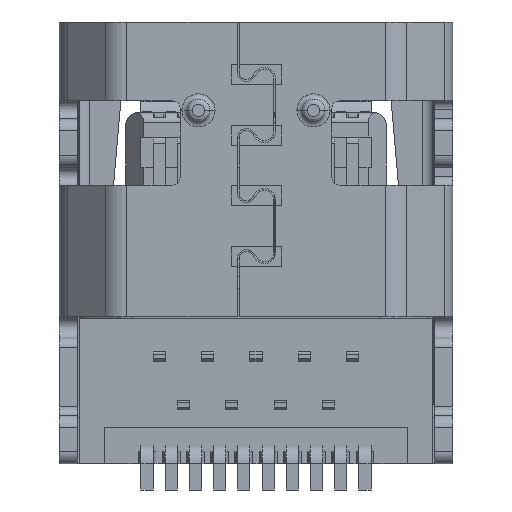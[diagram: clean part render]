
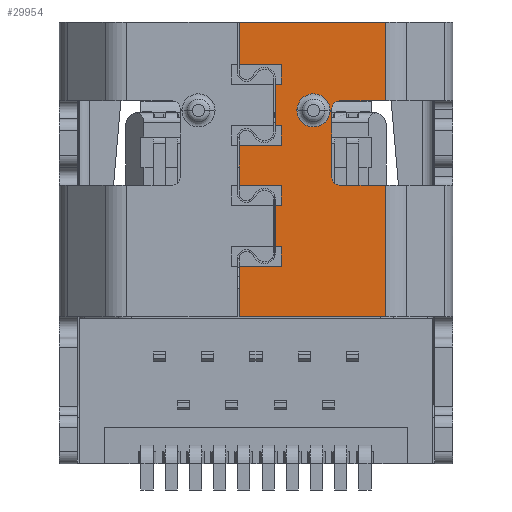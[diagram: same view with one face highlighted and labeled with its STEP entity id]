
A CAD part, front view. The second image highlights one B-rep face of the part: STEP entity #29954.
In plain terms, the highlighted planar face has unit normal (0, -1, 0).
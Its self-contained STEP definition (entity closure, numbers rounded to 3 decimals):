
#24035=DIRECTION('',(0.,0.,1.));
#24036=VECTOR('',#24035,1.3);
#24037=CARTESIAN_POINT('',(2.136,-1.45,2.35));
#24038=LINE('',#24037,#24036);
#24039=DIRECTION('',(1.,0.,0.));
#24040=VECTOR('',#24039,2.416);
#24041=CARTESIAN_POINT('',(-0.28,-1.45,3.65));
#24042=LINE('',#24041,#24040);
#24043=DIRECTION('',(-1.,0.,0.));
#24044=VECTOR('',#24043,0.736);
#24045=CARTESIAN_POINT('',(2.136,-1.45,2.35));
#24046=LINE('',#24045,#24044);
#24047=CARTESIAN_POINT('',(1.4,-1.45,2.2));
#24048=DIRECTION('',(0.,-1.,0.));
#24049=DIRECTION('',(0.,0.,1.));
#24050=AXIS2_PLACEMENT_3D('',#24047,#24048,#24049);
#24052=CARTESIAN_POINT('',(1.4,-1.45,1.1));
#24053=DIRECTION('',(0.,-1.,0.));
#24054=DIRECTION('',(-1.,0.,0.));
#24055=AXIS2_PLACEMENT_3D('',#24052,#24053,#24054);
#24057=DIRECTION('',(-1.,0.,0.));
#24058=VECTOR('',#24057,2.416);
#24059=CARTESIAN_POINT('',(2.136,-1.45,-1.22));
#24060=LINE('',#24059,#24058);
#24061=DIRECTION('',(0.,0.,1.));
#24062=VECTOR('',#24061,0.7);
#24063=CARTESIAN_POINT('',(-0.28,-1.45,2.95));
#24064=LINE('',#24063,#24062);
#24065=CARTESIAN_POINT('',(0.95,-1.45,2.19));
#24066=DIRECTION('',(0.,-1.,0.));
#24067=DIRECTION('',(-1.,0.,0.));
#24068=AXIS2_PLACEMENT_3D('',#24065,#24066,#24067);
#24070=CARTESIAN_POINT('',(0.95,-1.45,2.19));
#24071=DIRECTION('',(0.,-1.,0.));
#24072=DIRECTION('',(0.995,0.,-0.104));
#24073=AXIS2_PLACEMENT_3D('',#24070,#24071,#24072);
#24075=CARTESIAN_POINT('',(0.95,-1.45,2.19));
#24076=DIRECTION('',(0.,-1.,0.));
#24077=DIRECTION('',(1.,0.,0.));
#24078=AXIS2_PLACEMENT_3D('',#24075,#24076,#24077);
#24080=CARTESIAN_POINT('',(0.95,-1.45,2.19));
#24081=DIRECTION('',(0.,-1.,0.));
#24082=DIRECTION('',(-0.995,0.,0.104));
#24083=AXIS2_PLACEMENT_3D('',#24080,#24081,#24082);
#24185=DIRECTION('',(1.,0.,0.));
#24186=VECTOR('',#24185,0.7);
#24187=CARTESIAN_POINT('',(-0.28,-1.45,2.95));
#24188=LINE('',#24187,#24186);
#24197=DIRECTION('',(0.,0.,-1.));
#24198=VECTOR('',#24197,0.33);
#24199=CARTESIAN_POINT('',(0.42,-1.45,2.95));
#24200=LINE('',#24199,#24198);
#24209=DIRECTION('',(1.,0.,0.));
#24210=VECTOR('',#24209,0.1);
#24211=CARTESIAN_POINT('',(0.32,-1.45,2.62));
#24212=LINE('',#24211,#24210);
#24233=DIRECTION('',(0.,0.,-1.));
#24234=VECTOR('',#24233,0.68);
#24235=CARTESIAN_POINT('',(0.32,-1.45,2.62));
#24236=LINE('',#24235,#24234);
#24263=DIRECTION('',(0.,0.,-1.));
#24264=VECTOR('',#24263,0.66);
#24265=CARTESIAN_POINT('',(-0.28,-1.45,1.61));
#24266=LINE('',#24265,#24264);
#24293=DIRECTION('',(0.,0.,-1.));
#24294=VECTOR('',#24293,0.68);
#24295=CARTESIAN_POINT('',(0.32,-1.45,0.62));
#24296=LINE('',#24295,#24294);
#24323=DIRECTION('',(0.,0.,-1.));
#24324=VECTOR('',#24323,0.83);
#24325=CARTESIAN_POINT('',(-0.28,-1.45,-0.39));
#24326=LINE('',#24325,#24324);
#24576=DIRECTION('',(1.,0.,0.));
#24577=VECTOR('',#24576,0.736);
#24578=CARTESIAN_POINT('',(1.4,-1.45,0.95));
#24579=LINE('',#24578,#24577);
#24598=DIRECTION('',(0.,0.,1.));
#24599=VECTOR('',#24598,2.17);
#24600=CARTESIAN_POINT('',(2.136,-1.45,-1.22));
#24601=LINE('',#24600,#24599);
#24614=DIRECTION('',(0.,0.,-1.));
#24615=VECTOR('',#24614,1.1);
#24616=CARTESIAN_POINT('',(1.25,-1.45,2.2));
#24617=LINE('',#24616,#24615);
#24695=DIRECTION('',(1.,0.,0.));
#24696=VECTOR('',#24695,0.7);
#24697=CARTESIAN_POINT('',(-0.28,-1.45,-0.39));
#24698=LINE('',#24697,#24696);
#24711=DIRECTION('',(0.,0.,-1.));
#24712=VECTOR('',#24711,0.33);
#24713=CARTESIAN_POINT('',(0.42,-1.45,-0.06));
#24714=LINE('',#24713,#24712);
#24723=DIRECTION('',(1.,0.,0.));
#24724=VECTOR('',#24723,0.1);
#24725=CARTESIAN_POINT('',(0.32,-1.45,-0.06));
#24726=LINE('',#24725,#24724);
#24751=DIRECTION('',(1.,0.,0.));
#24752=VECTOR('',#24751,0.1);
#24753=CARTESIAN_POINT('',(0.32,-1.45,0.62));
#24754=LINE('',#24753,#24752);
#24767=DIRECTION('',(0.,0.,-1.));
#24768=VECTOR('',#24767,0.33);
#24769=CARTESIAN_POINT('',(0.42,-1.45,0.95));
#24770=LINE('',#24769,#24768);
#24779=DIRECTION('',(1.,0.,0.));
#24780=VECTOR('',#24779,0.7);
#24781=CARTESIAN_POINT('',(-0.28,-1.45,0.95));
#24782=LINE('',#24781,#24780);
#24807=DIRECTION('',(1.,0.,0.));
#24808=VECTOR('',#24807,0.7);
#24809=CARTESIAN_POINT('',(-0.28,-1.45,1.61));
#24810=LINE('',#24809,#24808);
#24823=DIRECTION('',(0.,0.,-1.));
#24824=VECTOR('',#24823,0.33);
#24825=CARTESIAN_POINT('',(0.42,-1.45,1.94));
#24826=LINE('',#24825,#24824);
#24835=DIRECTION('',(1.,0.,0.));
#24836=VECTOR('',#24835,0.1);
#24837=CARTESIAN_POINT('',(0.32,-1.45,1.94));
#24838=LINE('',#24837,#24836);
#27864=CARTESIAN_POINT('',(2.136,-1.45,3.65));
#27865=VERTEX_POINT('',#27864);
#27866=CARTESIAN_POINT('',(-0.28,-1.45,3.65));
#27867=VERTEX_POINT('',#27866);
#28791=CARTESIAN_POINT('',(2.136,-1.45,-1.22));
#28792=VERTEX_POINT('',#28791);
#28793=CARTESIAN_POINT('',(-0.28,-1.45,-1.22));
#28794=VERTEX_POINT('',#28793);
#28821=CARTESIAN_POINT('',(2.136,-1.45,2.35));
#28822=VERTEX_POINT('',#28821);
#28823=CARTESIAN_POINT('',(1.4,-1.45,2.35));
#28824=VERTEX_POINT('',#28823);
#28885=CARTESIAN_POINT('',(-0.28,-1.45,2.95));
#28886=VERTEX_POINT('',#28885);
#28887=CARTESIAN_POINT('',(0.42,-1.45,2.95));
#28888=VERTEX_POINT('',#28887);
#28889=CARTESIAN_POINT('',(0.42,-1.45,2.62));
#28890=VERTEX_POINT('',#28889);
#28891=CARTESIAN_POINT('',(0.32,-1.45,2.62));
#28892=VERTEX_POINT('',#28891);
#28893=CARTESIAN_POINT('',(0.32,-1.45,1.94));
#28894=VERTEX_POINT('',#28893);
#28895=CARTESIAN_POINT('',(0.42,-1.45,1.94));
#28896=VERTEX_POINT('',#28895);
#28897=CARTESIAN_POINT('',(0.42,-1.45,1.61));
#28898=VERTEX_POINT('',#28897);
#28899=CARTESIAN_POINT('',(-0.28,-1.45,1.61));
#28900=VERTEX_POINT('',#28899);
#28901=CARTESIAN_POINT('',(-0.28,-1.45,0.95));
#28902=VERTEX_POINT('',#28901);
#28903=CARTESIAN_POINT('',(0.42,-1.45,0.95));
#28904=VERTEX_POINT('',#28903);
#28905=CARTESIAN_POINT('',(0.42,-1.45,0.62));
#28906=VERTEX_POINT('',#28905);
#28907=CARTESIAN_POINT('',(0.32,-1.45,0.62));
#28908=VERTEX_POINT('',#28907);
#28909=CARTESIAN_POINT('',(0.32,-1.45,-0.06));
#28910=VERTEX_POINT('',#28909);
#28911=CARTESIAN_POINT('',(0.42,-1.45,-0.06));
#28912=VERTEX_POINT('',#28911);
#28913=CARTESIAN_POINT('',(0.42,-1.45,-0.39));
#28914=VERTEX_POINT('',#28913);
#28915=CARTESIAN_POINT('',(-0.28,-1.45,-0.39));
#28916=VERTEX_POINT('',#28915);
#28917=CARTESIAN_POINT('',(2.136,-1.45,0.95));
#28918=VERTEX_POINT('',#28917);
#28919=CARTESIAN_POINT('',(1.4,-1.45,0.95));
#28920=VERTEX_POINT('',#28919);
#28921=CARTESIAN_POINT('',(1.25,-1.45,1.1));
#28922=VERTEX_POINT('',#28921);
#28923=CARTESIAN_POINT('',(1.25,-1.45,2.2));
#28924=VERTEX_POINT('',#28923);
#28925=CARTESIAN_POINT('',(0.677,-1.45,2.19));
#28926=CARTESIAN_POINT('',(1.222,-1.45,2.162));
#28927=VERTEX_POINT('',#28925);
#28928=VERTEX_POINT('',#28926);
#28929=CARTESIAN_POINT('',(0.678,-1.45,2.218));
#28930=VERTEX_POINT('',#28929);
#28931=CARTESIAN_POINT('',(1.223,-1.45,2.19));
#28932=VERTEX_POINT('',#28931);
#29888=CARTESIAN_POINT('',(0.928,-1.45,1.215));
#29889=DIRECTION('',(0.,1.,0.));
#29890=DIRECTION('',(1.,0.,0.));
#29891=AXIS2_PLACEMENT_3D('',#29888,#29889,#29890);
#29892=PLANE('',#29891);
#29893=ORIENTED_EDGE('',*,*,#29273,.T.);
#29894=ORIENTED_EDGE('',*,*,#29883,.F.);
#29895=ORIENTED_EDGE('',*,*,#29821,.T.);
#29897=ORIENTED_EDGE('',*,*,#29896,.T.);
#29899=ORIENTED_EDGE('',*,*,#29898,.T.);
#29901=ORIENTED_EDGE('',*,*,#29900,.T.);
#29903=ORIENTED_EDGE('',*,*,#29902,.T.);
#29905=ORIENTED_EDGE('',*,*,#29904,.F.);
#29907=ORIENTED_EDGE('',*,*,#29906,.T.);
#29909=ORIENTED_EDGE('',*,*,#29908,.F.);
#29911=ORIENTED_EDGE('',*,*,#29910,.T.);
#29913=ORIENTED_EDGE('',*,*,#29912,.F.);
#29915=ORIENTED_EDGE('',*,*,#29914,.F.);
#29917=ORIENTED_EDGE('',*,*,#29916,.F.);
#29919=ORIENTED_EDGE('',*,*,#29918,.T.);
#29921=ORIENTED_EDGE('',*,*,#29920,.F.);
#29923=ORIENTED_EDGE('',*,*,#29922,.F.);
#29925=ORIENTED_EDGE('',*,*,#29924,.F.);
#29927=ORIENTED_EDGE('',*,*,#29926,.T.);
#29929=ORIENTED_EDGE('',*,*,#29928,.F.);
#29931=ORIENTED_EDGE('',*,*,#29930,.F.);
#29933=ORIENTED_EDGE('',*,*,#29932,.F.);
#29935=ORIENTED_EDGE('',*,*,#29934,.T.);
#29937=ORIENTED_EDGE('',*,*,#29936,.F.);
#29939=ORIENTED_EDGE('',*,*,#29938,.F.);
#29941=ORIENTED_EDGE('',*,*,#29940,.T.);
#29942=EDGE_LOOP('',(#29893,#29894,#29895,#29897,#29899,#29901,#29903,#29905,
#29907,#29909,#29911,#29913,#29915,#29917,#29919,#29921,#29923,#29925,#29927,
#29929,#29931,#29933,#29935,#29937,#29939,#29941));
#29943=FACE_OUTER_BOUND('',#29942,.F.);
#29945=ORIENTED_EDGE('',*,*,#29944,.T.);
#29947=ORIENTED_EDGE('',*,*,#29946,.T.);
#29949=ORIENTED_EDGE('',*,*,#29948,.T.);
#29951=ORIENTED_EDGE('',*,*,#29950,.T.);
#29952=EDGE_LOOP('',(#29945,#29947,#29949,#29951));
#29953=FACE_BOUND('',#29952,.F.);
#24051=CIRCLE('',#24050,0.15);
#24056=CIRCLE('',#24055,0.15);
#24069=CIRCLE('',#24068,0.273);
#24074=CIRCLE('',#24073,0.273);
#24079=CIRCLE('',#24078,0.273);
#24084=CIRCLE('',#24083,0.273);
#29273=EDGE_CURVE('',#27867,#27865,#24042,.T.);
#29821=EDGE_CURVE('',#28822,#28824,#24046,.T.);
#29883=EDGE_CURVE('',#28822,#27865,#24038,.T.);
#29896=EDGE_CURVE('',#28824,#28924,#24051,.T.);
#29898=EDGE_CURVE('',#28924,#28922,#24617,.T.);
#29900=EDGE_CURVE('',#28922,#28920,#24056,.T.);
#29902=EDGE_CURVE('',#28920,#28918,#24579,.T.);
#29904=EDGE_CURVE('',#28792,#28918,#24601,.T.);
#29906=EDGE_CURVE('',#28792,#28794,#24060,.T.);
#29908=EDGE_CURVE('',#28916,#28794,#24326,.T.);
#29910=EDGE_CURVE('',#28916,#28914,#24698,.T.);
#29912=EDGE_CURVE('',#28912,#28914,#24714,.T.);
#29914=EDGE_CURVE('',#28910,#28912,#24726,.T.);
#29916=EDGE_CURVE('',#28908,#28910,#24296,.T.);
#29918=EDGE_CURVE('',#28908,#28906,#24754,.T.);
#29920=EDGE_CURVE('',#28904,#28906,#24770,.T.);
#29922=EDGE_CURVE('',#28902,#28904,#24782,.T.);
#29924=EDGE_CURVE('',#28900,#28902,#24266,.T.);
#29926=EDGE_CURVE('',#28900,#28898,#24810,.T.);
#29928=EDGE_CURVE('',#28896,#28898,#24826,.T.);
#29930=EDGE_CURVE('',#28894,#28896,#24838,.T.);
#29932=EDGE_CURVE('',#28892,#28894,#24236,.T.);
#29934=EDGE_CURVE('',#28892,#28890,#24212,.T.);
#29936=EDGE_CURVE('',#28888,#28890,#24200,.T.);
#29938=EDGE_CURVE('',#28886,#28888,#24188,.T.);
#29940=EDGE_CURVE('',#28886,#27867,#24064,.T.);
#29944=EDGE_CURVE('',#28927,#28928,#24069,.T.);
#29946=EDGE_CURVE('',#28928,#28932,#24074,.T.);
#29948=EDGE_CURVE('',#28932,#28930,#24079,.T.);
#29950=EDGE_CURVE('',#28930,#28927,#24084,.T.);
#29954=ADVANCED_FACE('',(#29943,#29953),#29892,.F.);
